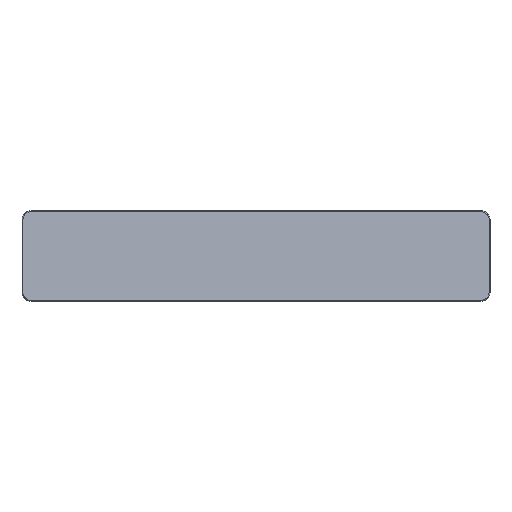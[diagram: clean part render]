
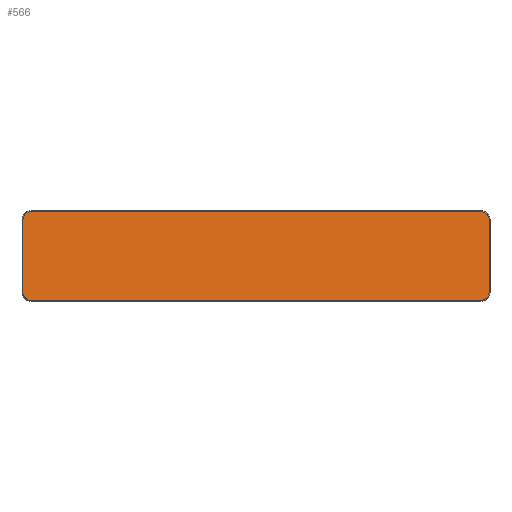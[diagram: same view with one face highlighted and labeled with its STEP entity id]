
A CAD part, top view. The second image highlights one B-rep face of the part: STEP entity #566.
In plain terms, the highlighted planar face has unit normal (0, 0.122, 0.993).
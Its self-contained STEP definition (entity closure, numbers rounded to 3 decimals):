
#44=B_SPLINE_CURVE_WITH_KNOTS('',3,(#815,#816,#817,#818,#819),
 .UNSPECIFIED.,.F.,.F.,(4,1,4),(-1.571,-0.898,0.),
 .UNSPECIFIED.);
#46=B_SPLINE_CURVE_WITH_KNOTS('',3,(#848,#849,#850,#851,#852),
 .UNSPECIFIED.,.F.,.F.,(4,1,4),(0.,0.673,
1.571),.UNSPECIFIED.);
#47=B_SPLINE_CURVE_WITH_KNOTS('',3,(#878,#879,#880,#881),.UNSPECIFIED.,
 .F.,.F.,(4,4),(0.704,0.71),.UNSPECIFIED.);
#50=B_SPLINE_CURVE_WITH_KNOTS('',3,(#922,#923,#924,#925,#926,#927),
 .UNSPECIFIED.,.F.,.F.,(4,1,1,4),(0.,0.668,
1.113,1.559),.UNSPECIFIED.);
#51=B_SPLINE_CURVE_WITH_KNOTS('',3,(#961,#962,#963,#964,#965,#966),
 .UNSPECIFIED.,.F.,.F.,(4,1,1,4),(-1.559,-0.891,
-0.445,0.),.UNSPECIFIED.);
#53=B_SPLINE_CURVE_WITH_KNOTS('',3,(#989,#990,#991,#992),.UNSPECIFIED.,
 .F.,.F.,(4,4),(1.559,1.571),.UNSPECIFIED.);
#55=B_SPLINE_CURVE_WITH_KNOTS('',3,(#1022,#1023,#1024,#1025),
 .UNSPECIFIED.,.F.,.F.,(4,4),(369.137,369.149),
 .UNSPECIFIED.);
#57=B_SPLINE_CURVE_WITH_KNOTS('',3,(#1046,#1047,#1048,#1049),
 .UNSPECIFIED.,.F.,.F.,(4,4),(-3.169,-3.163),
 .UNSPECIFIED.);
#82=FACE_OUTER_BOUND('',#116,.T.);
#116=EDGE_LOOP('',(#437,#438,#439,#440,#441,#442,#443,#444,#445,#446,#447,
#448));
#138=LINE('',#783,#188);
#146=LINE('',#861,#196);
#150=LINE('',#932,#200);
#154=LINE('',#1002,#204);
#188=VECTOR('',#646,10.);
#196=VECTOR('',#656,10.);
#200=VECTOR('',#662,10.);
#204=VECTOR('',#668,10.);
#238=VERTEX_POINT('',#780);
#239=VERTEX_POINT('',#782);
#242=VERTEX_POINT('',#813);
#243=VERTEX_POINT('',#840);
#245=VERTEX_POINT('',#854);
#248=VERTEX_POINT('',#859);
#249=VERTEX_POINT('',#910);
#252=VERTEX_POINT('',#920);
#254=VERTEX_POINT('',#930);
#256=VERTEX_POINT('',#959);
#258=VERTEX_POINT('',#999);
#259=VERTEX_POINT('',#1001);
#290=EDGE_CURVE('',#238,#239,#138,.T.);
#295=EDGE_CURVE('',#242,#238,#44,.T.);
#298=EDGE_CURVE('',#239,#243,#46,.T.);
#302=EDGE_CURVE('',#248,#245,#146,.T.);
#303=EDGE_CURVE('',#245,#242,#47,.T.);
#308=EDGE_CURVE('',#252,#249,#50,.T.);
#310=EDGE_CURVE('',#254,#252,#150,.T.);
#313=EDGE_CURVE('',#256,#254,#51,.T.);
#315=EDGE_CURVE('',#249,#248,#53,.T.);
#318=EDGE_CURVE('',#258,#259,#154,.T.);
#321=EDGE_CURVE('',#259,#256,#55,.T.);
#323=EDGE_CURVE('',#243,#258,#57,.T.);
#437=ORIENTED_EDGE('',*,*,#318,.F.);
#438=ORIENTED_EDGE('',*,*,#323,.F.);
#439=ORIENTED_EDGE('',*,*,#298,.F.);
#440=ORIENTED_EDGE('',*,*,#290,.F.);
#441=ORIENTED_EDGE('',*,*,#295,.F.);
#442=ORIENTED_EDGE('',*,*,#303,.F.);
#443=ORIENTED_EDGE('',*,*,#302,.F.);
#444=ORIENTED_EDGE('',*,*,#315,.F.);
#445=ORIENTED_EDGE('',*,*,#308,.F.);
#446=ORIENTED_EDGE('',*,*,#310,.F.);
#447=ORIENTED_EDGE('',*,*,#313,.F.);
#448=ORIENTED_EDGE('',*,*,#321,.F.);
#540=PLANE('',#608);
#566=ADVANCED_FACE('',(#82),#540,.T.);
#608=AXIS2_PLACEMENT_3D('',#1076,#690,#691);
#646=DIRECTION('',(-1.,0.,0.));
#656=DIRECTION('',(0.,-0.993,0.122));
#662=DIRECTION('',(1.,0.,0.));
#668=DIRECTION('',(0.,0.993,-0.122));
#690=DIRECTION('center_axis',(0.,0.122,0.993));
#691=DIRECTION('ref_axis',(1.,0.,0.));
#780=CARTESIAN_POINT('',(123.264,37.561,37.876));
#782=CARTESIAN_POINT('',(-123.004,37.561,37.876));
#783=CARTESIAN_POINT('',(-57.937,37.561,37.876));
#813=CARTESIAN_POINT('',(127.764,42.065,37.323));
#815=CARTESIAN_POINT('Ctrl Pts',(127.764,42.065,37.323));
#816=CARTESIAN_POINT('Ctrl Pts',(127.764,41.053,37.448));
#817=CARTESIAN_POINT('Ctrl Pts',(126.939,38.69,37.738));
#818=CARTESIAN_POINT('Ctrl Pts',(124.609,37.561,37.876));
#819=CARTESIAN_POINT('Ctrl Pts',(123.264,37.561,37.876));
#840=CARTESIAN_POINT('',(-127.504,42.065,37.323));
#848=CARTESIAN_POINT('Ctrl Pts',(-123.004,37.561,37.876));
#849=CARTESIAN_POINT('Ctrl Pts',(-124.013,37.561,37.876));
#850=CARTESIAN_POINT('Ctrl Pts',(-126.371,38.383,37.775));
#851=CARTESIAN_POINT('Ctrl Pts',(-127.504,40.716,37.489));
#852=CARTESIAN_POINT('Ctrl Pts',(-127.504,42.065,37.323));
#854=CARTESIAN_POINT('',(127.764,42.126,37.316));
#859=CARTESIAN_POINT('',(127.764,81.607,32.468));
#861=CARTESIAN_POINT('',(127.764,49.113,36.458));
#878=CARTESIAN_POINT('Ctrl Pts',(127.764,42.126,37.316));
#879=CARTESIAN_POINT('Ctrl Pts',(127.764,42.105,37.318));
#880=CARTESIAN_POINT('Ctrl Pts',(127.764,42.085,37.321));
#881=CARTESIAN_POINT('Ctrl Pts',(127.764,42.065,37.323));
#910=CARTESIAN_POINT('',(127.763,81.662,32.461));
#920=CARTESIAN_POINT('',(123.264,86.111,31.915));
#922=CARTESIAN_POINT('Ctrl Pts',(123.264,86.111,31.915));
#923=CARTESIAN_POINT('Ctrl Pts',(124.265,86.111,31.915));
#924=CARTESIAN_POINT('Ctrl Pts',(125.928,85.53,31.986));
#925=CARTESIAN_POINT('Ctrl Pts',(127.435,83.663,32.216));
#926=CARTESIAN_POINT('Ctrl Pts',(127.755,82.331,32.379));
#927=CARTESIAN_POINT('Ctrl Pts',(127.763,81.662,32.461));
#930=CARTESIAN_POINT('',(-123.004,86.111,31.915));
#932=CARTESIAN_POINT('',(58.197,86.111,31.915));
#959=CARTESIAN_POINT('',(-127.504,81.662,32.461));
#961=CARTESIAN_POINT('Ctrl Pts',(-127.504,81.662,32.461));
#962=CARTESIAN_POINT('Ctrl Pts',(-127.491,82.665,32.338));
#963=CARTESIAN_POINT('Ctrl Pts',(-126.889,84.324,32.134));
#964=CARTESIAN_POINT('Ctrl Pts',(-125.004,85.808,31.952));
#965=CARTESIAN_POINT('Ctrl Pts',(-123.671,86.111,31.915));
#966=CARTESIAN_POINT('Ctrl Pts',(-123.004,86.111,31.915));
#989=CARTESIAN_POINT('Ctrl Pts',(127.763,81.662,32.461));
#990=CARTESIAN_POINT('Ctrl Pts',(127.764,81.643,32.464));
#991=CARTESIAN_POINT('Ctrl Pts',(127.764,81.625,32.466));
#992=CARTESIAN_POINT('Ctrl Pts',(127.764,81.607,32.468));
#999=CARTESIAN_POINT('',(-127.504,42.126,37.316));
#1001=CARTESIAN_POINT('',(-127.504,81.607,32.468));
#1002=CARTESIAN_POINT('',(-127.504,73.517,33.462));
#1022=CARTESIAN_POINT('Ctrl Pts',(-127.504,81.607,32.468));
#1023=CARTESIAN_POINT('Ctrl Pts',(-127.504,81.625,32.466));
#1024=CARTESIAN_POINT('Ctrl Pts',(-127.504,81.643,32.464));
#1025=CARTESIAN_POINT('Ctrl Pts',(-127.504,81.662,32.461));
#1046=CARTESIAN_POINT('Ctrl Pts',(-127.504,42.065,37.323));
#1047=CARTESIAN_POINT('Ctrl Pts',(-127.504,42.085,37.321));
#1048=CARTESIAN_POINT('Ctrl Pts',(-127.504,42.105,37.318));
#1049=CARTESIAN_POINT('Ctrl Pts',(-127.504,42.126,37.316));
#1076=CARTESIAN_POINT('Origin',(0.13,60.03,35.117));
